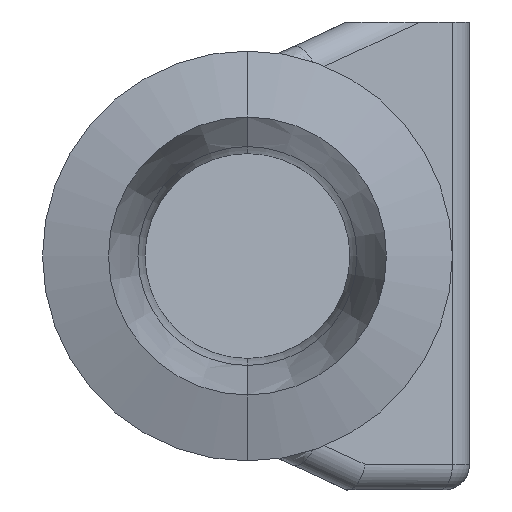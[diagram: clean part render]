
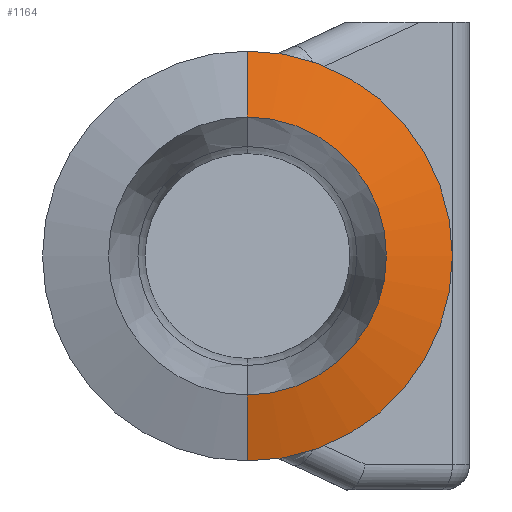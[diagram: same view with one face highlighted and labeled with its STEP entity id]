
A CAD part, left-side view. The second image highlights one B-rep face of the part: STEP entity #1164.
In plain terms, the highlighted conical face has half-angle 75 degrees and reference radius 6 mm.
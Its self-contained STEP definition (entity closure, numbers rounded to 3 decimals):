
#45 = DIRECTION ( 'NONE',  ( 0., 0., 1. ) ) ;
#72 = CIRCLE ( 'NONE', #1209, 6. ) ;
#126 = EDGE_CURVE ( 'NONE', #592, #248, #774, .T. ) ;
#143 = EDGE_CURVE ( 'NONE', #592, #523, #1364, .T. ) ;
#165 = DIRECTION ( 'NONE',  ( 0., 0., -1. ) ) ;
#176 = ORIENTED_EDGE ( 'NONE', *, *, #1496, .F. ) ;
#178 = DIRECTION ( 'NONE',  ( -1., 0., 0. ) ) ;
#183 = LINE ( 'NONE', #1010, #648 ) ;
#197 = ORIENTED_EDGE ( 'NONE', *, *, #1092, .T. ) ;
#244 = DIRECTION ( 'NONE',  ( -1., 0., 0. ) ) ;
#248 = VERTEX_POINT ( 'NONE', #1189 ) ;
#282 = CARTESIAN_POINT ( 'NONE',  ( 5.262, 0., 0. ) ) ;
#354 = ORIENTED_EDGE ( 'NONE', *, *, #126, .T. ) ;
#391 = DIRECTION ( 'NONE',  ( 1., 0., 0. ) ) ;
#415 = CARTESIAN_POINT ( 'NONE',  ( 4.744, 0., 0. ) ) ;
#523 = VERTEX_POINT ( 'NONE', #1434 ) ;
#564 = AXIS2_PLACEMENT_3D ( 'NONE', #282, #391, #165 ) ;
#578 = CARTESIAN_POINT ( 'NONE',  ( 4.744, 0., -4.068 ) ) ;
#592 = VERTEX_POINT ( 'NONE', #578 ) ;
#640 = CARTESIAN_POINT ( 'NONE',  ( 5.262, 0., 6. ) ) ;
#644 = FACE_OUTER_BOUND ( 'NONE', #1341, .T. ) ;
#648 = VECTOR ( 'NONE', #1404, 1000. ) ;
#774 = LINE ( 'NONE', #1152, #1029 ) ;
#1010 = CARTESIAN_POINT ( 'NONE',  ( 5.262, 0., 6. ) ) ;
#1029 = VECTOR ( 'NONE', #1278, 1000. ) ;
#1073 = ORIENTED_EDGE ( 'NONE', *, *, #143, .F. ) ;
#1092 = EDGE_CURVE ( 'NONE', #248, #1467, #72, .T. ) ;
#1152 = CARTESIAN_POINT ( 'NONE',  ( 5.262, 0., -6. ) ) ;
#1164 = ADVANCED_FACE ( 'NONE', ( #644 ), #1257, .T. ) ;
#1189 = CARTESIAN_POINT ( 'NONE',  ( 5.262, 0., -6. ) ) ;
#1209 = AXIS2_PLACEMENT_3D ( 'NONE', #1469, #244, #1395 ) ;
#1257 = CONICAL_SURFACE ( 'NONE', #564, 6., 1.309 ) ;
#1278 = DIRECTION ( 'NONE',  ( 0.259, 0., -0.966 ) ) ;
#1288 = AXIS2_PLACEMENT_3D ( 'NONE', #415, #178, #45 ) ;
#1341 = EDGE_LOOP ( 'NONE', ( #176, #1073, #354, #197 ) ) ;
#1364 = CIRCLE ( 'NONE', #1288, 4.068 ) ;
#1395 = DIRECTION ( 'NONE',  ( 0., 0., 1. ) ) ;
#1404 = DIRECTION ( 'NONE',  ( 0.259, 0., 0.966 ) ) ;
#1434 = CARTESIAN_POINT ( 'NONE',  ( 4.744, 0., 4.068 ) ) ;
#1467 = VERTEX_POINT ( 'NONE', #640 ) ;
#1469 = CARTESIAN_POINT ( 'NONE',  ( 5.262, 0., 0. ) ) ;
#1496 = EDGE_CURVE ( 'NONE', #523, #1467, #183, .T. ) ;
